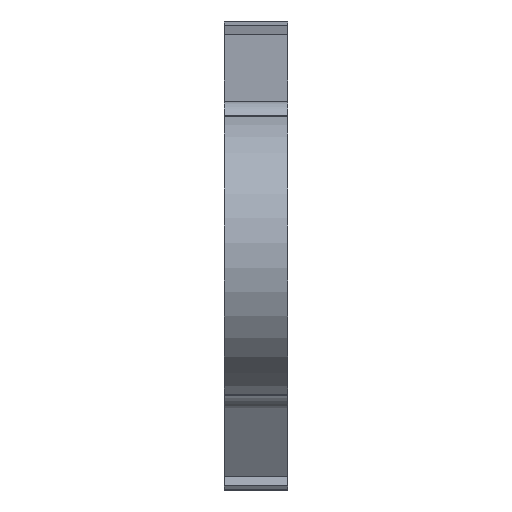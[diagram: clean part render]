
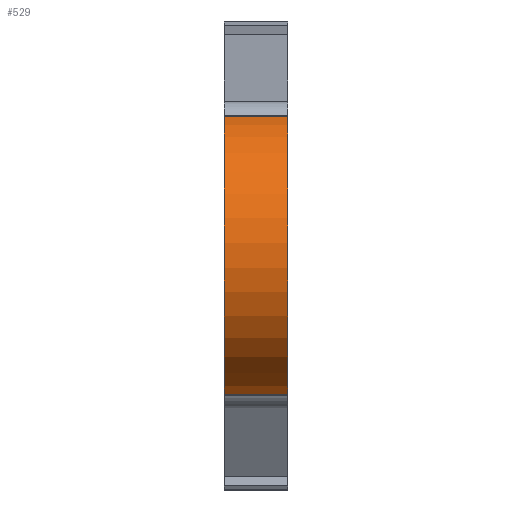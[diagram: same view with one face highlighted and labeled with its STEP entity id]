
A CAD part, top view. The second image highlights one B-rep face of the part: STEP entity #529.
In plain terms, the highlighted cylindrical face has radius 5 mm (diameter 10 mm), a partial arc.
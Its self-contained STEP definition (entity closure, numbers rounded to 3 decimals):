
#493=AXIS2_PLACEMENT_3D('Cylinder Axis2P3D',#490,#491,#492) ;
#506=AXIS2_PLACEMENT_3D('Circle Axis2P3D',#504,#505,$) ;
#520=AXIS2_PLACEMENT_3D('Circle Axis2P3D',#518,#519,$) ;
#490=CARTESIAN_POINT('Axis2P3D Location',(1.1,8.117,17.507)) ;
#495=CARTESIAN_POINT('Line Origine',(1.1,3.287,18.801)) ;
#499=CARTESIAN_POINT('Vertex',(2.2,3.287,18.801)) ;
#501=CARTESIAN_POINT('Vertex',(0.,3.287,18.801)) ;
#504=CARTESIAN_POINT('Axis2P3D Location',(2.2,8.117,17.507)) ;
#508=CARTESIAN_POINT('Vertex',(2.2,12.946,18.801)) ;
#511=CARTESIAN_POINT('Line Origine',(1.1,12.946,18.801)) ;
#515=CARTESIAN_POINT('Vertex',(0.,12.946,18.801)) ;
#518=CARTESIAN_POINT('Axis2P3D Location',(0.,8.117,17.507)) ;
#491=DIRECTION('Axis2P3D Direction',(-1.,0.,0.)) ;
#492=DIRECTION('Axis2P3D XDirection',(0.,-0.966,0.259)) ;
#496=DIRECTION('Vector Direction',(-1.,0.,0.)) ;
#505=DIRECTION('Axis2P3D Direction',(-1.,0.,0.)) ;
#512=DIRECTION('Vector Direction',(-1.,0.,0.)) ;
#519=DIRECTION('Axis2P3D Direction',(-1.,0.,0.)) ;
#497=VECTOR('Line Direction',#496,1.) ;
#513=VECTOR('Line Direction',#512,1.) ;
#524=ORIENTED_EDGE('',*,*,#503,.F.) ;
#525=ORIENTED_EDGE('',*,*,#510,.T.) ;
#526=ORIENTED_EDGE('',*,*,#517,.T.) ;
#527=ORIENTED_EDGE('',*,*,#522,.F.) ;
#529=ADVANCED_FACE('K\X2\00F6\X0\rper.3 ( *SOL2 - wsp *MASTER -  )',(#528),#494,.T.) ;
#507=CIRCLE('generated circle',#506,5.) ;
#521=CIRCLE('generated circle',#520,5.) ;
#494=CYLINDRICAL_SURFACE('generated cylinder',#493,5.) ;
#503=EDGE_CURVE('',#500,#502,#498,.T.) ;
#510=EDGE_CURVE('',#500,#509,#507,.T.) ;
#517=EDGE_CURVE('',#509,#516,#514,.T.) ;
#522=EDGE_CURVE('',#502,#516,#521,.T.) ;
#523=EDGE_LOOP('',(#524,#525,#526,#527)) ;
#528=FACE_OUTER_BOUND('',#523,.T.) ;
#498=LINE('Line',#495,#497) ;
#514=LINE('Line',#511,#513) ;
#500=VERTEX_POINT('',#499) ;
#502=VERTEX_POINT('',#501) ;
#509=VERTEX_POINT('',#508) ;
#516=VERTEX_POINT('',#515) ;
